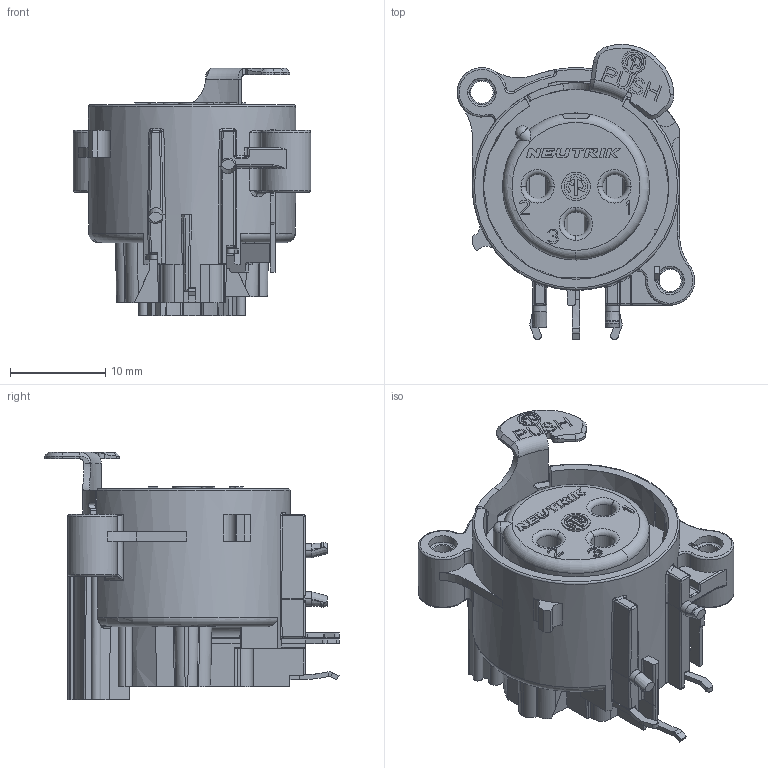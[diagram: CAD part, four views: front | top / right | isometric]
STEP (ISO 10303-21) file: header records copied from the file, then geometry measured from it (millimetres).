
FILE_DESCRIPTION((''),'2;1');
FILE_NAME('3D_FILE_NC3FAAH1-DA','2023-01-09T14:46:52',('thomas.schmiedl'),(''),'CREO PARAMETRIC BY PTC INC, 2021184','CREO PARAMETRIC BY PTC INC, 2021184','');
FILE_SCHEMA(('AUTOMOTIVE_DESIGN { 1 0 10303 214 1 1 1 1 }'));
Length unit declared in the file: millimetre
Products named in the file (1): 3D_FILE_NC3FAAH1-DA
Bounding box: 25 x 31.04 x 26.05 mm (x, y, z)
Volume: 6785.6 mm3; surface area: 4427.7 mm2
Topology: 1 solids, 5 shells, 1254 faces, 3452 edges, 2223 vertices
Faces by surface type: plane 695, cylinder 348, bspline 112, torus 50, cone 31, sphere 16, extrusion 2
Entity records: 44621 total; most frequent: CARTESIAN_POINT 13274, ORIENTED_EDGE 6898, DIRECTION 5952, EDGE_CURVE 3449, VERTEX_POINT 2223, VECTOR 2148, LINE 2146, AXIS2_PLACEMENT_3D 1902
